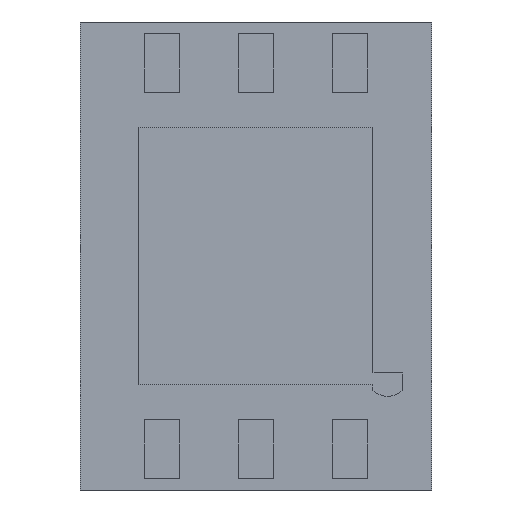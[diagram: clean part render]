
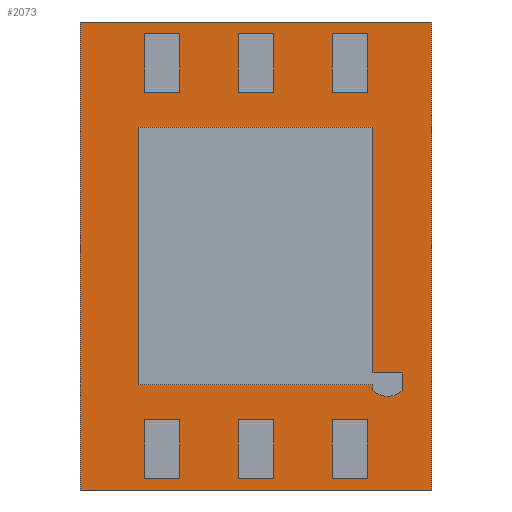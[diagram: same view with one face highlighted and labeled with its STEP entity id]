
A CAD part, front view. The second image highlights one B-rep face of the part: STEP entity #2073.
In plain terms, the highlighted planar face has unit normal (0, -1, 0).
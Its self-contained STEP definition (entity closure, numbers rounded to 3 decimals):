
#45=DIRECTION('',(0.,0.,1.));
#46=VECTOR('',#45,4.);
#47=CARTESIAN_POINT('',(-1.5,0.,-2.));
#48=LINE('',#47,#46);
#53=DIRECTION('',(1.,0.,0.));
#54=VECTOR('',#53,3.);
#55=CARTESIAN_POINT('',(-1.5,0.,2.));
#56=LINE('',#55,#54);
#60=DIRECTION('',(0.,0.,-1.));
#61=VECTOR('',#60,4.);
#62=CARTESIAN_POINT('',(1.5,0.,2.));
#63=LINE('',#62,#61);
#67=DIRECTION('',(-1.,0.,0.));
#68=VECTOR('',#67,3.);
#69=CARTESIAN_POINT('',(1.5,0.,-2.));
#70=LINE('',#69,#68);
#74=DIRECTION('',(1.,0.,0.));
#75=VECTOR('',#74,0.3);
#76=CARTESIAN_POINT('',(0.65,0.,-1.4));
#77=LINE('',#76,#75);
#81=DIRECTION('',(0.,0.,1.));
#82=VECTOR('',#81,0.5);
#83=CARTESIAN_POINT('',(0.65,0.,-1.9));
#84=LINE('',#83,#82);
#88=DIRECTION('',(1.,0.,0.));
#89=VECTOR('',#88,0.3);
#90=CARTESIAN_POINT('',(0.65,0.,-1.9));
#91=LINE('',#90,#89);
#95=DIRECTION('',(0.,0.,1.));
#96=VECTOR('',#95,0.5);
#97=CARTESIAN_POINT('',(0.95,0.,-1.9));
#98=LINE('',#97,#96);
#102=DIRECTION('',(1.,0.,0.));
#103=VECTOR('',#102,0.3);
#104=CARTESIAN_POINT('',(-0.15,0.,-1.4));
#105=LINE('',#104,#103);
#109=DIRECTION('',(0.,0.,1.));
#110=VECTOR('',#109,0.5);
#111=CARTESIAN_POINT('',(-0.15,0.,-1.9));
#112=LINE('',#111,#110);
#116=DIRECTION('',(1.,0.,0.));
#117=VECTOR('',#116,0.3);
#118=CARTESIAN_POINT('',(-0.15,0.,-1.9));
#119=LINE('',#118,#117);
#123=DIRECTION('',(0.,0.,1.));
#124=VECTOR('',#123,0.5);
#125=CARTESIAN_POINT('',(0.15,0.,-1.9));
#126=LINE('',#125,#124);
#130=DIRECTION('',(1.,0.,0.));
#131=VECTOR('',#130,0.3);
#132=CARTESIAN_POINT('',(-0.95,0.,-1.4));
#133=LINE('',#132,#131);
#137=DIRECTION('',(0.,0.,1.));
#138=VECTOR('',#137,0.5);
#139=CARTESIAN_POINT('',(-0.95,0.,-1.9));
#140=LINE('',#139,#138);
#144=DIRECTION('',(1.,0.,0.));
#145=VECTOR('',#144,0.3);
#146=CARTESIAN_POINT('',(-0.95,0.,-1.9));
#147=LINE('',#146,#145);
#151=DIRECTION('',(0.,0.,1.));
#152=VECTOR('',#151,0.5);
#153=CARTESIAN_POINT('',(-0.65,0.,-1.9));
#154=LINE('',#153,#152);
#158=DIRECTION('',(1.,0.,0.));
#159=VECTOR('',#158,0.3);
#160=CARTESIAN_POINT('',(0.65,0.,1.4));
#161=LINE('',#160,#159);
#165=DIRECTION('',(0.,0.,-1.));
#166=VECTOR('',#165,0.5);
#167=CARTESIAN_POINT('',(0.95,0.,1.9));
#168=LINE('',#167,#166);
#172=DIRECTION('',(-1.,0.,0.));
#173=VECTOR('',#172,0.3);
#174=CARTESIAN_POINT('',(0.95,0.,1.9));
#175=LINE('',#174,#173);
#179=DIRECTION('',(0.,0.,-1.));
#180=VECTOR('',#179,0.5);
#181=CARTESIAN_POINT('',(0.65,0.,1.9));
#182=LINE('',#181,#180);
#186=DIRECTION('',(1.,0.,0.));
#187=VECTOR('',#186,0.3);
#188=CARTESIAN_POINT('',(-0.15,0.,1.4));
#189=LINE('',#188,#187);
#193=DIRECTION('',(0.,0.,-1.));
#194=VECTOR('',#193,0.5);
#195=CARTESIAN_POINT('',(0.15,0.,1.9));
#196=LINE('',#195,#194);
#200=DIRECTION('',(-1.,0.,0.));
#201=VECTOR('',#200,0.3);
#202=CARTESIAN_POINT('',(0.15,0.,1.9));
#203=LINE('',#202,#201);
#207=DIRECTION('',(0.,0.,-1.));
#208=VECTOR('',#207,0.5);
#209=CARTESIAN_POINT('',(-0.15,0.,1.9));
#210=LINE('',#209,#208);
#214=DIRECTION('',(1.,0.,0.));
#215=VECTOR('',#214,0.3);
#216=CARTESIAN_POINT('',(-0.95,0.,1.4));
#217=LINE('',#216,#215);
#221=DIRECTION('',(0.,0.,-1.));
#222=VECTOR('',#221,0.5);
#223=CARTESIAN_POINT('',(-0.65,0.,1.9));
#224=LINE('',#223,#222);
#228=DIRECTION('',(-1.,0.,0.));
#229=VECTOR('',#228,0.3);
#230=CARTESIAN_POINT('',(-0.65,0.,1.9));
#231=LINE('',#230,#229);
#235=DIRECTION('',(0.,0.,-1.));
#236=VECTOR('',#235,0.5);
#237=CARTESIAN_POINT('',(-0.95,0.,1.9));
#238=LINE('',#237,#236);
#242=DIRECTION('',(0.,0.,1.));
#243=VECTOR('',#242,2.1);
#244=CARTESIAN_POINT('',(1.,0.,-1.));
#245=LINE('',#244,#243);
#249=DIRECTION('',(-1.,0.,0.));
#250=VECTOR('',#249,2.);
#251=CARTESIAN_POINT('',(1.,0.,1.1));
#252=LINE('',#251,#250);
#256=DIRECTION('',(0.,0.,-1.));
#257=VECTOR('',#256,2.2);
#258=CARTESIAN_POINT('',(-1.,0.,1.1));
#259=LINE('',#258,#257);
#263=DIRECTION('',(1.,0.,0.));
#264=VECTOR('',#263,2.);
#265=CARTESIAN_POINT('',(-1.,0.,-1.1));
#266=LINE('',#265,#264);
#270=DIRECTION('',(0.,0.,1.));
#271=VECTOR('',#270,0.05);
#272=CARTESIAN_POINT('',(1.,0.,-1.15));
#273=LINE('',#272,#271);
#277=CARTESIAN_POINT('',(1.125,0.,-1.019));
#278=DIRECTION('',(0.,1.,0.));
#279=DIRECTION('',(0.691,0.,-0.723));
#280=AXIS2_PLACEMENT_3D('',#277,#278,#279);
#285=DIRECTION('',(0.,0.,-1.));
#286=VECTOR('',#285,0.15);
#287=CARTESIAN_POINT('',(1.25,0.,-1.));
#288=LINE('',#287,#286);
#292=DIRECTION('',(1.,0.,0.));
#293=VECTOR('',#292,0.25);
#294=CARTESIAN_POINT('',(1.,0.,-1.));
#295=LINE('',#294,#293);
#1676=CARTESIAN_POINT('',(-1.5,0.,-2.));
#1677=CARTESIAN_POINT('',(-1.5,0.,2.));
#1678=VERTEX_POINT('',#1676);
#1679=VERTEX_POINT('',#1677);
#1680=CARTESIAN_POINT('',(1.5,0.,2.));
#1681=VERTEX_POINT('',#1680);
#1682=CARTESIAN_POINT('',(1.5,0.,-2.));
#1683=VERTEX_POINT('',#1682);
#1692=CARTESIAN_POINT('',(0.65,0.,-1.4));
#1693=CARTESIAN_POINT('',(0.95,0.,-1.4));
#1694=VERTEX_POINT('',#1692);
#1695=VERTEX_POINT('',#1693);
#1696=CARTESIAN_POINT('',(0.65,0.,-1.9));
#1697=VERTEX_POINT('',#1696);
#1698=CARTESIAN_POINT('',(0.95,0.,-1.9));
#1699=VERTEX_POINT('',#1698);
#1700=CARTESIAN_POINT('',(-0.15,0.,-1.4));
#1701=CARTESIAN_POINT('',(0.15,0.,-1.4));
#1702=VERTEX_POINT('',#1700);
#1703=VERTEX_POINT('',#1701);
#1704=CARTESIAN_POINT('',(-0.15,0.,-1.9));
#1705=VERTEX_POINT('',#1704);
#1706=CARTESIAN_POINT('',(0.15,0.,-1.9));
#1707=VERTEX_POINT('',#1706);
#1708=CARTESIAN_POINT('',(-0.95,0.,-1.4));
#1709=CARTESIAN_POINT('',(-0.65,0.,-1.4));
#1710=VERTEX_POINT('',#1708);
#1711=VERTEX_POINT('',#1709);
#1712=CARTESIAN_POINT('',(-0.95,0.,-1.9));
#1713=VERTEX_POINT('',#1712);
#1714=CARTESIAN_POINT('',(-0.65,0.,-1.9));
#1715=VERTEX_POINT('',#1714);
#1716=CARTESIAN_POINT('',(0.65,0.,1.4));
#1717=CARTESIAN_POINT('',(0.95,0.,1.4));
#1718=VERTEX_POINT('',#1716);
#1719=VERTEX_POINT('',#1717);
#1720=CARTESIAN_POINT('',(0.65,0.,1.9));
#1721=VERTEX_POINT('',#1720);
#1722=CARTESIAN_POINT('',(0.95,0.,1.9));
#1723=VERTEX_POINT('',#1722);
#1724=CARTESIAN_POINT('',(-0.15,0.,1.4));
#1725=CARTESIAN_POINT('',(0.15,0.,1.4));
#1726=VERTEX_POINT('',#1724);
#1727=VERTEX_POINT('',#1725);
#1728=CARTESIAN_POINT('',(-0.15,0.,1.9));
#1729=VERTEX_POINT('',#1728);
#1730=CARTESIAN_POINT('',(0.15,0.,1.9));
#1731=VERTEX_POINT('',#1730);
#1732=CARTESIAN_POINT('',(-0.95,0.,1.4));
#1733=CARTESIAN_POINT('',(-0.65,0.,1.4));
#1734=VERTEX_POINT('',#1732);
#1735=VERTEX_POINT('',#1733);
#1736=CARTESIAN_POINT('',(-0.95,0.,1.9));
#1737=VERTEX_POINT('',#1736);
#1738=CARTESIAN_POINT('',(-0.65,0.,1.9));
#1739=VERTEX_POINT('',#1738);
#1812=CARTESIAN_POINT('',(1.,0.,-1.));
#1813=CARTESIAN_POINT('',(1.,0.,1.1));
#1814=VERTEX_POINT('',#1812);
#1815=VERTEX_POINT('',#1813);
#1816=CARTESIAN_POINT('',(-1.,0.,1.1));
#1817=VERTEX_POINT('',#1816);
#1818=CARTESIAN_POINT('',(-1.,0.,-1.1));
#1819=VERTEX_POINT('',#1818);
#1820=CARTESIAN_POINT('',(1.,0.,-1.1));
#1821=VERTEX_POINT('',#1820);
#1830=CARTESIAN_POINT('',(1.25,0.,-1.));
#1831=VERTEX_POINT('',#1830);
#1832=CARTESIAN_POINT('',(1.25,0.,-1.15));
#1833=VERTEX_POINT('',#1832);
#1834=CARTESIAN_POINT('',(1.,0.,-1.15));
#1835=VERTEX_POINT('',#1834);
#1980=CARTESIAN_POINT('',(0.,0.,0.));
#1981=DIRECTION('',(0.,1.,0.));
#1982=DIRECTION('',(1.,0.,0.));
#1983=AXIS2_PLACEMENT_3D('',#1980,#1981,#1982);
#1984=PLANE('',#1983);
#1986=ORIENTED_EDGE('',*,*,#1985,.T.);
#1988=ORIENTED_EDGE('',*,*,#1987,.T.);
#1990=ORIENTED_EDGE('',*,*,#1989,.T.);
#1992=ORIENTED_EDGE('',*,*,#1991,.T.);
#1993=EDGE_LOOP('',(#1986,#1988,#1990,#1992));
#1994=FACE_OUTER_BOUND('',#1993,.F.);
#1996=ORIENTED_EDGE('',*,*,#1995,.F.);
#1998=ORIENTED_EDGE('',*,*,#1997,.F.);
#2000=ORIENTED_EDGE('',*,*,#1999,.T.);
#2002=ORIENTED_EDGE('',*,*,#2001,.T.);
#2003=EDGE_LOOP('',(#1996,#1998,#2000,#2002));
#2004=FACE_BOUND('',#2003,.F.);
#2006=ORIENTED_EDGE('',*,*,#2005,.F.);
#2008=ORIENTED_EDGE('',*,*,#2007,.F.);
#2010=ORIENTED_EDGE('',*,*,#2009,.T.);
#2012=ORIENTED_EDGE('',*,*,#2011,.T.);
#2013=EDGE_LOOP('',(#2006,#2008,#2010,#2012));
#2014=FACE_BOUND('',#2013,.F.);
#2016=ORIENTED_EDGE('',*,*,#2015,.F.);
#2018=ORIENTED_EDGE('',*,*,#2017,.F.);
#2020=ORIENTED_EDGE('',*,*,#2019,.T.);
#2022=ORIENTED_EDGE('',*,*,#2021,.T.);
#2023=EDGE_LOOP('',(#2016,#2018,#2020,#2022));
#2024=FACE_BOUND('',#2023,.F.);
#2026=ORIENTED_EDGE('',*,*,#2025,.T.);
#2028=ORIENTED_EDGE('',*,*,#2027,.F.);
#2030=ORIENTED_EDGE('',*,*,#2029,.T.);
#2032=ORIENTED_EDGE('',*,*,#2031,.T.);
#2033=EDGE_LOOP('',(#2026,#2028,#2030,#2032));
#2034=FACE_BOUND('',#2033,.F.);
#2036=ORIENTED_EDGE('',*,*,#2035,.T.);
#2038=ORIENTED_EDGE('',*,*,#2037,.F.);
#2040=ORIENTED_EDGE('',*,*,#2039,.T.);
#2042=ORIENTED_EDGE('',*,*,#2041,.T.);
#2043=EDGE_LOOP('',(#2036,#2038,#2040,#2042));
#2044=FACE_BOUND('',#2043,.F.);
#2046=ORIENTED_EDGE('',*,*,#2045,.T.);
#2048=ORIENTED_EDGE('',*,*,#2047,.F.);
#2050=ORIENTED_EDGE('',*,*,#2049,.T.);
#2052=ORIENTED_EDGE('',*,*,#2051,.T.);
#2053=EDGE_LOOP('',(#2046,#2048,#2050,#2052));
#2054=FACE_BOUND('',#2053,.F.);
#2056=ORIENTED_EDGE('',*,*,#2055,.T.);
#2058=ORIENTED_EDGE('',*,*,#2057,.T.);
#2060=ORIENTED_EDGE('',*,*,#2059,.T.);
#2062=ORIENTED_EDGE('',*,*,#2061,.T.);
#2064=ORIENTED_EDGE('',*,*,#2063,.F.);
#2066=ORIENTED_EDGE('',*,*,#2065,.F.);
#2068=ORIENTED_EDGE('',*,*,#2067,.F.);
#2070=ORIENTED_EDGE('',*,*,#2069,.F.);
#2071=EDGE_LOOP('',(#2056,#2058,#2060,#2062,#2064,#2066,#2068,#2070));
#2072=FACE_BOUND('',#2071,.F.);
#2073=ADVANCED_FACE('',(#1994,#2004,#2014,#2024,#2034,#2044,#2054,#2072),#1984,
.F.);
#281=CIRCLE('',#280,0.181);
#1985=EDGE_CURVE('',#1678,#1679,#48,.T.);
#1987=EDGE_CURVE('',#1679,#1681,#56,.T.);
#1989=EDGE_CURVE('',#1681,#1683,#63,.T.);
#1991=EDGE_CURVE('',#1683,#1678,#70,.T.);
#1995=EDGE_CURVE('',#1694,#1695,#77,.T.);
#1997=EDGE_CURVE('',#1697,#1694,#84,.T.);
#1999=EDGE_CURVE('',#1697,#1699,#91,.T.);
#2001=EDGE_CURVE('',#1699,#1695,#98,.T.);
#2005=EDGE_CURVE('',#1702,#1703,#105,.T.);
#2007=EDGE_CURVE('',#1705,#1702,#112,.T.);
#2009=EDGE_CURVE('',#1705,#1707,#119,.T.);
#2011=EDGE_CURVE('',#1707,#1703,#126,.T.);
#2015=EDGE_CURVE('',#1710,#1711,#133,.T.);
#2017=EDGE_CURVE('',#1713,#1710,#140,.T.);
#2019=EDGE_CURVE('',#1713,#1715,#147,.T.);
#2021=EDGE_CURVE('',#1715,#1711,#154,.T.);
#2025=EDGE_CURVE('',#1718,#1719,#161,.T.);
#2027=EDGE_CURVE('',#1723,#1719,#168,.T.);
#2029=EDGE_CURVE('',#1723,#1721,#175,.T.);
#2031=EDGE_CURVE('',#1721,#1718,#182,.T.);
#2035=EDGE_CURVE('',#1726,#1727,#189,.T.);
#2037=EDGE_CURVE('',#1731,#1727,#196,.T.);
#2039=EDGE_CURVE('',#1731,#1729,#203,.T.);
#2041=EDGE_CURVE('',#1729,#1726,#210,.T.);
#2045=EDGE_CURVE('',#1734,#1735,#217,.T.);
#2047=EDGE_CURVE('',#1739,#1735,#224,.T.);
#2049=EDGE_CURVE('',#1739,#1737,#231,.T.);
#2051=EDGE_CURVE('',#1737,#1734,#238,.T.);
#2055=EDGE_CURVE('',#1814,#1815,#245,.T.);
#2057=EDGE_CURVE('',#1815,#1817,#252,.T.);
#2059=EDGE_CURVE('',#1817,#1819,#259,.T.);
#2061=EDGE_CURVE('',#1819,#1821,#266,.T.);
#2063=EDGE_CURVE('',#1835,#1821,#273,.T.);
#2065=EDGE_CURVE('',#1833,#1835,#281,.T.);
#2067=EDGE_CURVE('',#1831,#1833,#288,.T.);
#2069=EDGE_CURVE('',#1814,#1831,#295,.T.);
